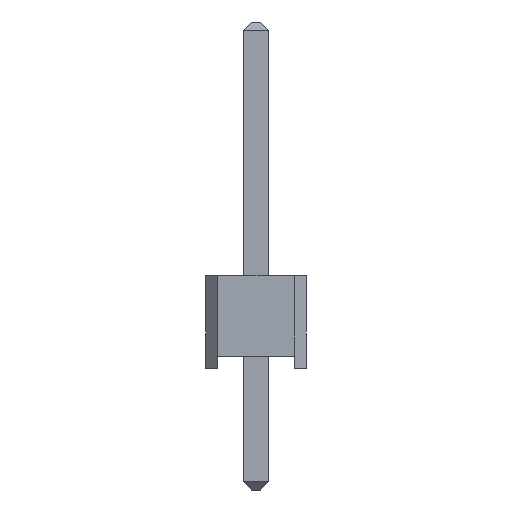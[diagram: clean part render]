
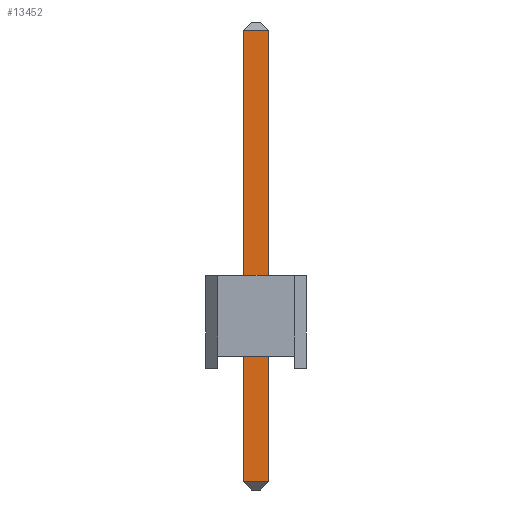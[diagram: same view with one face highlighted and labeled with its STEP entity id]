
A CAD part, left-side view. The second image highlights one B-rep face of the part: STEP entity #13452.
In plain terms, the highlighted planar face has unit normal (-1, 0, 0).
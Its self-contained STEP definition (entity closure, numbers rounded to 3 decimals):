
#13099 = PLANE('',#13100);
#13100 = AXIS2_PLACEMENT_3D('',#13101,#13102,#13103);
#13101 = CARTESIAN_POINT('',(-0.32,0.32,-3.));
#13102 = DIRECTION('',(-0.,1.,0.));
#13103 = DIRECTION('',(0.,0.,1.));
#13124 = VERTEX_POINT('',#13125);
#13125 = CARTESIAN_POINT('',(-0.32,0.32,-2.8));
#13151 = EDGE_CURVE('',#13124,#13152,#13154,.T.);
#13152 = VERTEX_POINT('',#13153);
#13153 = CARTESIAN_POINT('',(-0.32,0.32,8.34));
#13154 = SURFACE_CURVE('',#13155,(#13159,#13166),.PCURVE_S1.);
#13155 = LINE('',#13156,#13157);
#13156 = CARTESIAN_POINT('',(-0.32,0.32,-3.));
#13157 = VECTOR('',#13158,1.);
#13158 = DIRECTION('',(0.,-0.,1.));
#13159 = PCURVE('',#13099,#13160);
#13160 = DEFINITIONAL_REPRESENTATION('',(#13161),#13165);
#13161 = LINE('',#13162,#13163);
#13162 = CARTESIAN_POINT('',(0.,0.));
#13163 = VECTOR('',#13164,1.);
#13164 = DIRECTION('',(1.,0.));
#13165 = ( GEOMETRIC_REPRESENTATION_CONTEXT(2) 
PARAMETRIC_REPRESENTATION_CONTEXT() REPRESENTATION_CONTEXT('2D SPACE',''
  ) );
#13166 = PCURVE('',#13167,#13172);
#13167 = PLANE('',#13168);
#13168 = AXIS2_PLACEMENT_3D('',#13169,#13170,#13171);
#13169 = CARTESIAN_POINT('',(-0.32,-0.32,-3.));
#13170 = DIRECTION('',(-1.,0.,0.));
#13171 = DIRECTION('',(0.,0.,1.));
#13172 = DEFINITIONAL_REPRESENTATION('',(#13173),#13177);
#13173 = LINE('',#13174,#13175);
#13174 = CARTESIAN_POINT('',(0.,0.64));
#13175 = VECTOR('',#13176,1.);
#13176 = DIRECTION('',(1.,0.));
#13177 = ( GEOMETRIC_REPRESENTATION_CONTEXT(2) 
PARAMETRIC_REPRESENTATION_CONTEXT() REPRESENTATION_CONTEXT('2D SPACE',''
  ) );
#13279 = PLANE('',#13280);
#13280 = AXIS2_PLACEMENT_3D('',#13281,#13282,#13283);
#13281 = CARTESIAN_POINT('',(-0.22,-0.32,-2.9));
#13282 = DIRECTION('',(0.707,0.,0.707));
#13283 = DIRECTION('',(0.707,0.,-0.707));
#13312 = PLANE('',#13313);
#13313 = AXIS2_PLACEMENT_3D('',#13314,#13315,#13316);
#13314 = CARTESIAN_POINT('',(0.32,-0.32,-3.));
#13315 = DIRECTION('',(0.,-1.,0.));
#13316 = DIRECTION('',(0.,-0.,-1.));
#13392 = PLANE('',#13393);
#13393 = AXIS2_PLACEMENT_3D('',#13394,#13395,#13396);
#13394 = CARTESIAN_POINT('',(-0.22,-0.32,8.44));
#13395 = DIRECTION('',(-0.707,0.,0.707));
#13396 = DIRECTION('',(0.707,0.,0.707));
#13452 = ADVANCED_FACE('',(#13453),#13167,.T.);
#13453 = FACE_BOUND('',#13454,.T.);
#13454 = EDGE_LOOP('',(#13455,#13456,#13479,#13502));
#13455 = ORIENTED_EDGE('',*,*,#13151,.F.);
#13456 = ORIENTED_EDGE('',*,*,#13457,.T.);
#13457 = EDGE_CURVE('',#13124,#13458,#13460,.T.);
#13458 = VERTEX_POINT('',#13459);
#13459 = CARTESIAN_POINT('',(-0.32,-0.32,-2.8));
#13460 = SURFACE_CURVE('',#13461,(#13465,#13472),.PCURVE_S1.);
#13461 = LINE('',#13462,#13463);
#13462 = CARTESIAN_POINT('',(-0.32,-0.32,-2.8));
#13463 = VECTOR('',#13464,1.);
#13464 = DIRECTION('',(-0.,-1.,0.));
#13465 = PCURVE('',#13167,#13466);
#13466 = DEFINITIONAL_REPRESENTATION('',(#13467),#13471);
#13467 = LINE('',#13468,#13469);
#13468 = CARTESIAN_POINT('',(0.2,0.));
#13469 = VECTOR('',#13470,1.);
#13470 = DIRECTION('',(0.,-1.));
#13471 = ( GEOMETRIC_REPRESENTATION_CONTEXT(2) 
PARAMETRIC_REPRESENTATION_CONTEXT() REPRESENTATION_CONTEXT('2D SPACE',''
  ) );
#13472 = PCURVE('',#13279,#13473);
#13473 = DEFINITIONAL_REPRESENTATION('',(#13474),#13478);
#13474 = LINE('',#13475,#13476);
#13475 = CARTESIAN_POINT('',(-0.141,0.));
#13476 = VECTOR('',#13477,1.);
#13477 = DIRECTION('',(-0.,-1.));
#13478 = ( GEOMETRIC_REPRESENTATION_CONTEXT(2) 
PARAMETRIC_REPRESENTATION_CONTEXT() REPRESENTATION_CONTEXT('2D SPACE',''
  ) );
#13479 = ORIENTED_EDGE('',*,*,#13480,.T.);
#13480 = EDGE_CURVE('',#13458,#13481,#13483,.T.);
#13481 = VERTEX_POINT('',#13482);
#13482 = CARTESIAN_POINT('',(-0.32,-0.32,8.34));
#13483 = SURFACE_CURVE('',#13484,(#13488,#13495),.PCURVE_S1.);
#13484 = LINE('',#13485,#13486);
#13485 = CARTESIAN_POINT('',(-0.32,-0.32,-3.));
#13486 = VECTOR('',#13487,1.);
#13487 = DIRECTION('',(0.,0.,1.));
#13488 = PCURVE('',#13167,#13489);
#13489 = DEFINITIONAL_REPRESENTATION('',(#13490),#13494);
#13490 = LINE('',#13491,#13492);
#13491 = CARTESIAN_POINT('',(0.,0.));
#13492 = VECTOR('',#13493,1.);
#13493 = DIRECTION('',(1.,0.));
#13494 = ( GEOMETRIC_REPRESENTATION_CONTEXT(2) 
PARAMETRIC_REPRESENTATION_CONTEXT() REPRESENTATION_CONTEXT('2D SPACE',''
  ) );
#13495 = PCURVE('',#13312,#13496);
#13496 = DEFINITIONAL_REPRESENTATION('',(#13497),#13501);
#13497 = LINE('',#13498,#13499);
#13498 = CARTESIAN_POINT('',(-0.,-0.64));
#13499 = VECTOR('',#13500,1.);
#13500 = DIRECTION('',(-1.,0.));
#13501 = ( GEOMETRIC_REPRESENTATION_CONTEXT(2) 
PARAMETRIC_REPRESENTATION_CONTEXT() REPRESENTATION_CONTEXT('2D SPACE',''
  ) );
#13502 = ORIENTED_EDGE('',*,*,#13503,.T.);
#13503 = EDGE_CURVE('',#13481,#13152,#13504,.T.);
#13504 = SURFACE_CURVE('',#13505,(#13509,#13516),.PCURVE_S1.);
#13505 = LINE('',#13506,#13507);
#13506 = CARTESIAN_POINT('',(-0.32,-0.32,8.34));
#13507 = VECTOR('',#13508,1.);
#13508 = DIRECTION('',(0.,1.,-0.));
#13509 = PCURVE('',#13167,#13510);
#13510 = DEFINITIONAL_REPRESENTATION('',(#13511),#13515);
#13511 = LINE('',#13512,#13513);
#13512 = CARTESIAN_POINT('',(11.34,0.));
#13513 = VECTOR('',#13514,1.);
#13514 = DIRECTION('',(0.,1.));
#13515 = ( GEOMETRIC_REPRESENTATION_CONTEXT(2) 
PARAMETRIC_REPRESENTATION_CONTEXT() REPRESENTATION_CONTEXT('2D SPACE',''
  ) );
#13516 = PCURVE('',#13392,#13517);
#13517 = DEFINITIONAL_REPRESENTATION('',(#13518),#13522);
#13518 = LINE('',#13519,#13520);
#13519 = CARTESIAN_POINT('',(-0.141,0.));
#13520 = VECTOR('',#13521,1.);
#13521 = DIRECTION('',(0.,1.));
#13522 = ( GEOMETRIC_REPRESENTATION_CONTEXT(2) 
PARAMETRIC_REPRESENTATION_CONTEXT() REPRESENTATION_CONTEXT('2D SPACE',''
  ) );
